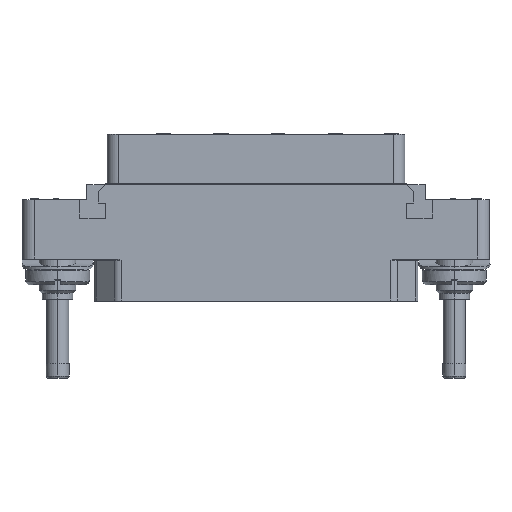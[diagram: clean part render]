
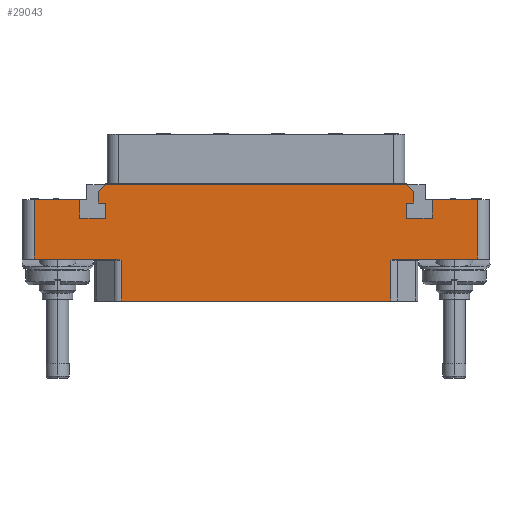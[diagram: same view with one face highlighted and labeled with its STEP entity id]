
A CAD part, top view. The second image highlights one B-rep face of the part: STEP entity #29043.
In plain terms, the highlighted planar face has unit normal (0, 0, 1).
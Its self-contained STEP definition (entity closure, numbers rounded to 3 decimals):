
#1=DIRECTION('',(0.,-1.,0.));
#2=VECTOR('',#1,3.2);
#3=CARTESIAN_POINT('',(30.2,10.2,7.));
#4=LINE('',#3,#2);
#5=DIRECTION('',(1.,0.,0.));
#6=VECTOR('',#5,7.8);
#7=CARTESIAN_POINT('',(30.2,10.2,7.));
#8=LINE('',#7,#6);
#9=DIRECTION('',(1.,0.,0.));
#10=VECTOR('',#9,7.8);
#11=CARTESIAN_POINT('',(-38.,10.2,7.));
#12=LINE('',#11,#10);
#13=DIRECTION('',(0.,-1.,0.));
#14=VECTOR('',#13,3.2);
#15=CARTESIAN_POINT('',(-30.2,10.2,7.));
#16=LINE('',#15,#14);
#17=DIRECTION('',(1.,0.,0.));
#18=VECTOR('',#17,4.4);
#19=CARTESIAN_POINT('',(-30.2,7.,7.));
#20=LINE('',#19,#18);
#21=DIRECTION('',(0.,1.,0.));
#22=VECTOR('',#21,2.6);
#23=CARTESIAN_POINT('',(-25.8,7.,7.));
#24=LINE('',#23,#22);
#25=DIRECTION('',(-1.,0.,0.));
#26=VECTOR('',#25,1.2);
#27=CARTESIAN_POINT('',(-25.8,9.6,7.));
#28=LINE('',#27,#26);
#29=DIRECTION('',(0.,1.,0.));
#30=VECTOR('',#29,1.9);
#31=CARTESIAN_POINT('',(-27.,9.6,7.));
#32=LINE('',#31,#30);
#33=DIRECTION('',(0.707,0.707,0.));
#34=VECTOR('',#33,1.697);
#35=CARTESIAN_POINT('',(-27.,11.5,7.));
#36=LINE('',#35,#34);
#37=DIRECTION('',(1.,0.,0.));
#38=VECTOR('',#37,51.6);
#39=CARTESIAN_POINT('',(-25.8,12.7,7.));
#40=LINE('',#39,#38);
#41=DIRECTION('',(-0.707,0.707,0.));
#42=VECTOR('',#41,1.697);
#43=CARTESIAN_POINT('',(27.,11.5,7.));
#44=LINE('',#43,#42);
#45=DIRECTION('',(0.,1.,0.));
#46=VECTOR('',#45,1.9);
#47=CARTESIAN_POINT('',(27.,9.6,7.));
#48=LINE('',#47,#46);
#49=DIRECTION('',(1.,0.,0.));
#50=VECTOR('',#49,1.2);
#51=CARTESIAN_POINT('',(25.8,9.6,7.));
#52=LINE('',#51,#50);
#53=DIRECTION('',(0.,1.,0.));
#54=VECTOR('',#53,2.6);
#55=CARTESIAN_POINT('',(25.8,7.,7.));
#56=LINE('',#55,#54);
#57=DIRECTION('',(-1.,0.,0.));
#58=VECTOR('',#57,4.4);
#59=CARTESIAN_POINT('',(30.2,7.,7.));
#60=LINE('',#59,#58);
#749=DIRECTION('',(0.,-1.,0.));
#750=VECTOR('',#749,10.2);
#751=CARTESIAN_POINT('',(-38.,10.2,7.));
#752=LINE('',#751,#750);
#780=DIRECTION('',(1.,0.,0.));
#781=VECTOR('',#780,14.082);
#782=CARTESIAN_POINT('',(-38.,0.,7.));
#783=LINE('',#782,#781);
#6685=DIRECTION('',(-1.,0.,0.));
#6686=VECTOR('',#6685,46.236);
#6687=CARTESIAN_POINT('',(23.118,-7.2,7.));
#6688=LINE('',#6687,#6686);
#6821=DIRECTION('',(0.,1.,0.));
#6822=VECTOR('',#6821,7.);
#6823=CARTESIAN_POINT('',(23.118,-7.2,7.));
#6824=LINE('',#6823,#6822);
#6830=CARTESIAN_POINT('',(23.118,-0.2,7.));
#6831=CARTESIAN_POINT('',(23.183,-0.176,7.));
#6832=CARTESIAN_POINT('',(23.309,-0.13,7.));
#6833=CARTESIAN_POINT('',(23.482,-0.073,7.));
#6834=CARTESIAN_POINT('',(23.642,-0.031,7.));
#6835=CARTESIAN_POINT('',(23.789,-0.006,7.));
#6836=CARTESIAN_POINT('',(23.876,0.,7.));
#6837=CARTESIAN_POINT('',(23.918,0.,7.));
#6870=DIRECTION('',(1.,0.,0.));
#6871=VECTOR('',#6870,14.082);
#6872=CARTESIAN_POINT('',(23.918,0.,7.));
#6873=LINE('',#6872,#6871);
#7028=DIRECTION('',(0.,1.,0.));
#7029=VECTOR('',#7028,10.2);
#7030=CARTESIAN_POINT('',(38.,0.,7.));
#7031=LINE('',#7030,#7029);
#8852=DIRECTION('',(0.,1.,0.));
#8853=VECTOR('',#8852,7.);
#8854=CARTESIAN_POINT('',(-23.118,-7.2,7.));
#8855=LINE('',#8854,#8853);
#8880=CARTESIAN_POINT('',(-23.918,0.,7.));
#8881=CARTESIAN_POINT('',(-23.876,0.,7.));
#8882=CARTESIAN_POINT('',(-23.789,-0.006,7.));
#8883=CARTESIAN_POINT('',(-23.642,-0.031,7.));
#8884=CARTESIAN_POINT('',(-23.482,-0.073,7.));
#8885=CARTESIAN_POINT('',(-23.309,-0.13,7.));
#8886=CARTESIAN_POINT('',(-23.183,-0.176,7.));
#8887=CARTESIAN_POINT('',(-23.118,-0.2,7.));
#22678=CARTESIAN_POINT('',(38.,0.,7.));
#22679=CARTESIAN_POINT('',(38.,10.2,7.));
#22680=VERTEX_POINT('',#22678);
#22681=VERTEX_POINT('',#22679);
#22686=CARTESIAN_POINT('',(-38.,10.2,7.));
#22687=CARTESIAN_POINT('',(-38.,0.,7.));
#22688=VERTEX_POINT('',#22686);
#22689=VERTEX_POINT('',#22687);
#22891=CARTESIAN_POINT('',(23.118,-7.2,7.));
#22893=VERTEX_POINT('',#22891);
#22894=CARTESIAN_POINT('',(-23.118,-7.2,7.));
#22896=VERTEX_POINT('',#22894);
#22958=CARTESIAN_POINT('',(-23.118,-0.2,7.));
#22959=VERTEX_POINT('',#22958);
#22960=CARTESIAN_POINT('',(-23.918,0.,7.));
#22961=VERTEX_POINT('',#22960);
#22962=CARTESIAN_POINT('',(23.118,-0.2,7.));
#22964=VERTEX_POINT('',#22962);
#22966=CARTESIAN_POINT('',(23.918,0.,7.));
#22968=VERTEX_POINT('',#22966);
#24152=CARTESIAN_POINT('',(-30.2,10.2,7.));
#24153=CARTESIAN_POINT('',(-30.2,7.,7.));
#24154=VERTEX_POINT('',#24152);
#24155=VERTEX_POINT('',#24153);
#24156=CARTESIAN_POINT('',(-25.8,7.,7.));
#24157=VERTEX_POINT('',#24156);
#24158=CARTESIAN_POINT('',(-25.8,9.6,7.));
#24159=VERTEX_POINT('',#24158);
#24160=CARTESIAN_POINT('',(-27.,9.6,7.));
#24161=VERTEX_POINT('',#24160);
#24162=CARTESIAN_POINT('',(-27.,11.5,7.));
#24163=VERTEX_POINT('',#24162);
#24164=CARTESIAN_POINT('',(-25.8,12.7,7.));
#24165=VERTEX_POINT('',#24164);
#24182=CARTESIAN_POINT('',(30.2,10.2,7.));
#24183=CARTESIAN_POINT('',(30.2,7.,7.));
#24184=VERTEX_POINT('',#24182);
#24185=VERTEX_POINT('',#24183);
#24186=CARTESIAN_POINT('',(25.8,7.,7.));
#24187=VERTEX_POINT('',#24186);
#24188=CARTESIAN_POINT('',(25.8,9.6,7.));
#24189=VERTEX_POINT('',#24188);
#24190=CARTESIAN_POINT('',(27.,9.6,7.));
#24191=VERTEX_POINT('',#24190);
#24192=CARTESIAN_POINT('',(27.,11.5,7.));
#24193=VERTEX_POINT('',#24192);
#24194=CARTESIAN_POINT('',(25.8,12.7,7.));
#24195=VERTEX_POINT('',#24194);
#28988=CARTESIAN_POINT('',(0.,0.,7.));
#28989=DIRECTION('',(0.,0.,-1.));
#28990=DIRECTION('',(-1.,0.,0.));
#28991=AXIS2_PLACEMENT_3D('',#28988,#28989,#28990);
#28992=PLANE('',#28991);
#28994=ORIENTED_EDGE('',*,*,#28993,.F.);
#28996=ORIENTED_EDGE('',*,*,#28995,.T.);
#28998=ORIENTED_EDGE('',*,*,#28997,.F.);
#29000=ORIENTED_EDGE('',*,*,#28999,.F.);
#29002=ORIENTED_EDGE('',*,*,#29001,.F.);
#29004=ORIENTED_EDGE('',*,*,#29003,.F.);
#29006=ORIENTED_EDGE('',*,*,#29005,.T.);
#29008=ORIENTED_EDGE('',*,*,#29007,.T.);
#29010=ORIENTED_EDGE('',*,*,#29009,.F.);
#29012=ORIENTED_EDGE('',*,*,#29011,.F.);
#29014=ORIENTED_EDGE('',*,*,#29013,.F.);
#29016=ORIENTED_EDGE('',*,*,#29015,.T.);
#29018=ORIENTED_EDGE('',*,*,#29017,.T.);
#29020=ORIENTED_EDGE('',*,*,#29019,.T.);
#29022=ORIENTED_EDGE('',*,*,#29021,.T.);
#29024=ORIENTED_EDGE('',*,*,#29023,.T.);
#29026=ORIENTED_EDGE('',*,*,#29025,.T.);
#29028=ORIENTED_EDGE('',*,*,#29027,.T.);
#29030=ORIENTED_EDGE('',*,*,#29029,.T.);
#29032=ORIENTED_EDGE('',*,*,#29031,.F.);
#29034=ORIENTED_EDGE('',*,*,#29033,.F.);
#29036=ORIENTED_EDGE('',*,*,#29035,.F.);
#29038=ORIENTED_EDGE('',*,*,#29037,.F.);
#29040=ORIENTED_EDGE('',*,*,#29039,.F.);
#29041=EDGE_LOOP('',(#28994,#28996,#28998,#29000,#29002,#29004,#29006,#29008,
#29010,#29012,#29014,#29016,#29018,#29020,#29022,#29024,#29026,#29028,#29030,
#29032,#29034,#29036,#29038,#29040));
#29042=FACE_OUTER_BOUND('',#29041,.F.);
#29043=ADVANCED_FACE('',(#29042),#28992,.F.);
#6838=B_SPLINE_CURVE_WITH_KNOTS('',3,(#6830,#6831,#6832,#6833,#6834,#6835,#6836,
#6837),.UNSPECIFIED.,.F.,.F.,(4,1,1,1,1,4),(0.,0.2,0.4,0.6,0.8,1.),
.UNSPECIFIED.);
#8888=B_SPLINE_CURVE_WITH_KNOTS('',3,(#8880,#8881,#8882,#8883,#8884,#8885,#8886,
#8887),.UNSPECIFIED.,.F.,.F.,(4,1,1,1,1,4),(0.,0.2,0.4,0.6,0.8,1.),
.UNSPECIFIED.);
#28993=EDGE_CURVE('',#24184,#24185,#4,.T.);
#28995=EDGE_CURVE('',#24184,#22681,#8,.T.);
#28997=EDGE_CURVE('',#22680,#22681,#7031,.T.);
#28999=EDGE_CURVE('',#22968,#22680,#6873,.T.);
#29001=EDGE_CURVE('',#22964,#22968,#6838,.T.);
#29003=EDGE_CURVE('',#22893,#22964,#6824,.T.);
#29005=EDGE_CURVE('',#22893,#22896,#6688,.T.);
#29007=EDGE_CURVE('',#22896,#22959,#8855,.T.);
#29009=EDGE_CURVE('',#22961,#22959,#8888,.T.);
#29011=EDGE_CURVE('',#22689,#22961,#783,.T.);
#29013=EDGE_CURVE('',#22688,#22689,#752,.T.);
#29015=EDGE_CURVE('',#22688,#24154,#12,.T.);
#29017=EDGE_CURVE('',#24154,#24155,#16,.T.);
#29019=EDGE_CURVE('',#24155,#24157,#20,.T.);
#29021=EDGE_CURVE('',#24157,#24159,#24,.T.);
#29023=EDGE_CURVE('',#24159,#24161,#28,.T.);
#29025=EDGE_CURVE('',#24161,#24163,#32,.T.);
#29027=EDGE_CURVE('',#24163,#24165,#36,.T.);
#29029=EDGE_CURVE('',#24165,#24195,#40,.T.);
#29031=EDGE_CURVE('',#24193,#24195,#44,.T.);
#29033=EDGE_CURVE('',#24191,#24193,#48,.T.);
#29035=EDGE_CURVE('',#24189,#24191,#52,.T.);
#29037=EDGE_CURVE('',#24187,#24189,#56,.T.);
#29039=EDGE_CURVE('',#24185,#24187,#60,.T.);
